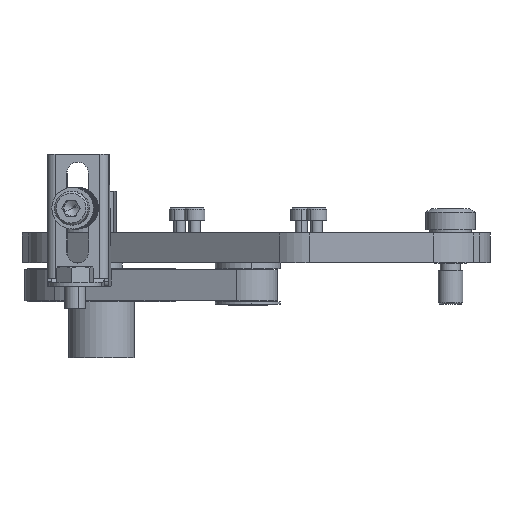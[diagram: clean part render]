
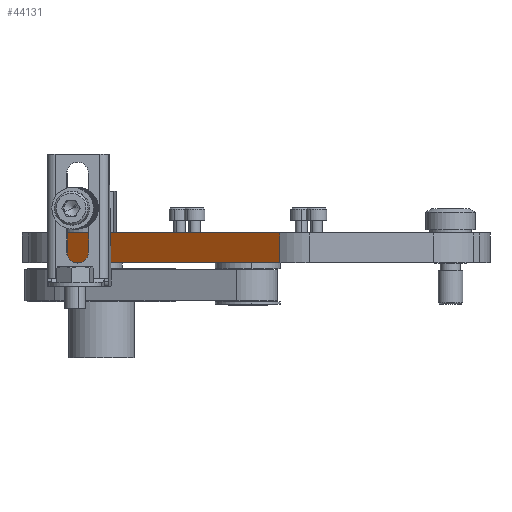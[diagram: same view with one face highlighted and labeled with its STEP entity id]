
A CAD part, front view. The second image highlights one B-rep face of the part: STEP entity #44131.
In plain terms, the highlighted face is planar.
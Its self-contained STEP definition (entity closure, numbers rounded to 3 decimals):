
#1959 = EDGE_CURVE ( 'NONE', #37547, #21162, #40642, .T. ) ;
#2527 = VECTOR ( 'NONE', #33916, 1000. ) ;
#9217 = CARTESIAN_POINT ( 'NONE',  ( 49.53, 11.43, -101.6 ) ) ;
#9725 = FACE_OUTER_BOUND ( 'NONE', #14744, .T. ) ;
#11018 = VERTEX_POINT ( 'NONE', #16619 ) ;
#12210 = CARTESIAN_POINT ( 'NONE',  ( 49.53, 11.43, -44.45 ) ) ;
#12322 = AXIS2_PLACEMENT_3D ( 'NONE', #43383, #43233, #15659 ) ;
#12697 = CARTESIAN_POINT ( 'NONE',  ( 49.53, 0., -101.6 ) ) ;
#13577 = VERTEX_POINT ( 'NONE', #18052 ) ;
#14359 = ORIENTED_EDGE ( 'NONE', *, *, #38537, .T. ) ;
#14744 = EDGE_LOOP ( 'NONE', ( #16720, #14359, #44497, #19575 ) ) ;
#15659 = DIRECTION ( 'NONE',  ( 0., 0., 1. ) ) ;
#16265 = EDGE_CURVE ( 'NONE', #13577, #11018, #41652, .T. ) ;
#16398 = EDGE_CURVE ( 'NONE', #11018, #21162, #23071, .T. ) ;
#16619 = CARTESIAN_POINT ( 'NONE',  ( 49.53, 0., -44.45 ) ) ;
#16720 = ORIENTED_EDGE ( 'NONE', *, *, #1959, .F. ) ;
#18052 = CARTESIAN_POINT ( 'NONE',  ( 49.53, 0., 68.309 ) ) ;
#19575 = ORIENTED_EDGE ( 'NONE', *, *, #16398, .T. ) ;
#21162 = VERTEX_POINT ( 'NONE', #12210 ) ;
#21953 = CARTESIAN_POINT ( 'NONE',  ( 49.53, 11.43, 68.309 ) ) ;
#23071 = LINE ( 'NONE', #30973, #31895 ) ;
#28431 = VECTOR ( 'NONE', #43879, 1000. ) ;
#30029 = DIRECTION ( 'NONE',  ( 0., 0., -1. ) ) ;
#30778 = VECTOR ( 'NONE', #30029, 1000. ) ;
#30973 = CARTESIAN_POINT ( 'NONE',  ( 49.53, 11.43, -44.45 ) ) ;
#31895 = VECTOR ( 'NONE', #41003, 1000. ) ;
#33916 = DIRECTION ( 'NONE',  ( 0., 0., -1. ) ) ;
#37547 = VERTEX_POINT ( 'NONE', #21953 ) ;
#38537 = EDGE_CURVE ( 'NONE', #37547, #13577, #41482, .T. ) ;
#40336 = PLANE ( 'NONE',  #12322 ) ;
#40642 = LINE ( 'NONE', #9217, #2527 ) ;
#41003 = DIRECTION ( 'NONE',  ( 0., 1., 0. ) ) ;
#41482 = LINE ( 'NONE', #43426, #28431 ) ;
#41652 = LINE ( 'NONE', #12697, #30778 ) ;
#43233 = DIRECTION ( 'NONE',  ( -1., 0., 0. ) ) ;
#43383 = CARTESIAN_POINT ( 'NONE',  ( 49.53, 11.43, -101.6 ) ) ;
#43426 = CARTESIAN_POINT ( 'NONE',  ( 49.53, 11.43, 68.309 ) ) ;
#43879 = DIRECTION ( 'NONE',  ( 0., -1., 0. ) ) ;
#44131 = ADVANCED_FACE ( 'NONE', ( #9725 ), #40336, .F. ) ;
#44497 = ORIENTED_EDGE ( 'NONE', *, *, #16265, .T. ) ;
